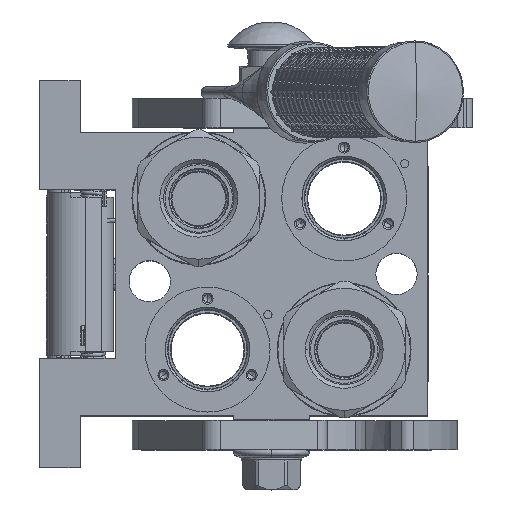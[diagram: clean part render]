
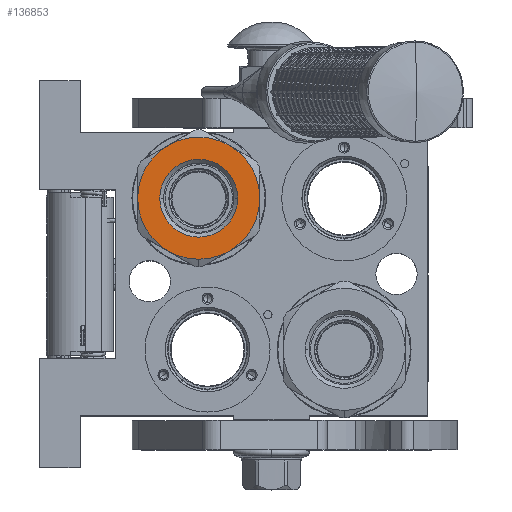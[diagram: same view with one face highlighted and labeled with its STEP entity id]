
A CAD part, top view. The second image highlights one B-rep face of the part: STEP entity #136853.
In plain terms, the highlighted face is planar.
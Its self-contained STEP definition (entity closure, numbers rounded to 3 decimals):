
#2725 = CARTESIAN_POINT ( 'NONE',  ( 100.6, 0., 21. ) ) ;
#3415 = PLANE ( 'NONE',  #141738 ) ;
#5884 = AXIS2_PLACEMENT_3D ( 'NONE', #110373, #19459, #50095 ) ;
#7935 = ORIENTED_EDGE ( 'NONE', *, *, #71795, .T. ) ;
#8906 = CARTESIAN_POINT ( 'NONE',  ( 100.6, -13.4, 0. ) ) ;
#8915 = CARTESIAN_POINT ( 'NONE',  ( 100.6, 0., 0. ) ) ;
#9238 = FACE_OUTER_BOUND ( 'NONE', #71679, .T. ) ;
#9348 = DIRECTION ( 'NONE',  ( 0., 0.5, 0.866 ) ) ;
#10518 = DIRECTION ( 'NONE',  ( -1., 0., 0. ) ) ;
#12358 = DIRECTION ( 'NONE',  ( 0., -1., 0. ) ) ;
#13689 = CARTESIAN_POINT ( 'NONE',  ( 100.6, 0., 0. ) ) ;
#19459 = DIRECTION ( 'NONE',  ( 1., 0., 0. ) ) ;
#20310 = CIRCLE ( 'NONE', #86284, 21. ) ;
#21802 = ORIENTED_EDGE ( 'NONE', *, *, #27929, .F. ) ;
#25757 = DIRECTION ( 'NONE',  ( 0., 0.5, 0.866 ) ) ;
#27929 = EDGE_CURVE ( 'NONE', #67012, #119408, #147558, .T. ) ;
#28786 = EDGE_CURVE ( 'NONE', #37201, #119408, #117229, .T. ) ;
#29833 = ORIENTED_EDGE ( 'NONE', *, *, #28786, .T. ) ;
#35259 = VERTEX_POINT ( 'NONE', #8906 ) ;
#37201 = VERTEX_POINT ( 'NONE', #40926 ) ;
#37784 = CIRCLE ( 'NONE', #189523, 13.4 ) ;
#40926 = CARTESIAN_POINT ( 'NONE',  ( 100.6, -10.5, -18.187 ) ) ;
#42024 = CARTESIAN_POINT ( 'NONE',  ( 100.6, 0., 0. ) ) ;
#42445 = EDGE_CURVE ( 'NONE', #45247, #67012, #59285, .T. ) ;
#43485 = EDGE_CURVE ( 'NONE', #140781, #35259, #61435, .T. ) ;
#45247 = VERTEX_POINT ( 'NONE', #191749 ) ;
#50095 = DIRECTION ( 'NONE',  ( 0., -0.5, -0.866 ) ) ;
#55699 = CARTESIAN_POINT ( 'NONE',  ( 100.6, 0., 0. ) ) ;
#56723 = CARTESIAN_POINT ( 'NONE',  ( 100.6, 10.5, -18.187 ) ) ;
#58325 = AXIS2_PLACEMENT_3D ( 'NONE', #55699, #116675, #25757 ) ;
#58683 = CARTESIAN_POINT ( 'NONE',  ( 100.6, 21., 0. ) ) ;
#59285 = CIRCLE ( 'NONE', #58325, 21. ) ;
#61435 = CIRCLE ( 'NONE', #175326, 13.4 ) ;
#65231 = DIRECTION ( 'NONE',  ( 0., 0., 1. ) ) ;
#65580 = EDGE_LOOP ( 'NONE', ( #116275, #157857 ) ) ;
#67012 = VERTEX_POINT ( 'NONE', #58683 ) ;
#71679 = EDGE_LOOP ( 'NONE', ( #107452, #113405, #29833, #21802, #160697, #161578, #7935 ) ) ;
#71795 = EDGE_CURVE ( 'NONE', #89975, #86228, #20310, .T. ) ;
#73770 = EDGE_CURVE ( 'NONE', #45247, #89975, #136557, .T. ) ;
#80260 = AXIS2_PLACEMENT_3D ( 'NONE', #85051, #100263, #9348 ) ;
#84569 = AXIS2_PLACEMENT_3D ( 'NONE', #42024, #134220, #87707 ) ;
#85051 = CARTESIAN_POINT ( 'NONE',  ( 100.6, 0., 0. ) ) ;
#86224 = CARTESIAN_POINT ( 'NONE',  ( 100.6, -21., 0. ) ) ;
#86228 = VERTEX_POINT ( 'NONE', #124503 ) ;
#86284 = AXIS2_PLACEMENT_3D ( 'NONE', #8915, #160863, #87215 ) ;
#87215 = DIRECTION ( 'NONE',  ( 0., 0.5, 0.866 ) ) ;
#87707 = DIRECTION ( 'NONE',  ( 0., -1., 0. ) ) ;
#88706 = DIRECTION ( 'NONE',  ( 1., 0., 0. ) ) ;
#89975 = VERTEX_POINT ( 'NONE', #2725 ) ;
#94859 = AXIS2_PLACEMENT_3D ( 'NONE', #146593, #10518, #147240 ) ;
#100263 = DIRECTION ( 'NONE',  ( 1., 0., 0. ) ) ;
#102045 = CARTESIAN_POINT ( 'NONE',  ( 100.6, 13.4, 0. ) ) ;
#102648 = CARTESIAN_POINT ( 'NONE',  ( 100.6, 0., 0. ) ) ;
#102811 = VERTEX_POINT ( 'NONE', #86224 ) ;
#105223 = DIRECTION ( 'NONE',  ( -1., 0., 0. ) ) ;
#106547 = DIRECTION ( 'NONE',  ( 0., 1., 0. ) ) ;
#107452 = ORIENTED_EDGE ( 'NONE', *, *, #116090, .T. ) ;
#107551 = EDGE_CURVE ( 'NONE', #35259, #140781, #37784, .T. ) ;
#110273 = CARTESIAN_POINT ( 'NONE',  ( 100.6, 0., 0. ) ) ;
#110373 = CARTESIAN_POINT ( 'NONE',  ( 100.6, 0., 0. ) ) ;
#112593 = CIRCLE ( 'NONE', #172796, 21. ) ;
#113405 = ORIENTED_EDGE ( 'NONE', *, *, #160749, .T. ) ;
#116090 = EDGE_CURVE ( 'NONE', #86228, #102811, #112593, .T. ) ;
#116275 = ORIENTED_EDGE ( 'NONE', *, *, #107551, .T. ) ;
#116675 = DIRECTION ( 'NONE',  ( -1., 0., 0. ) ) ;
#117229 = CIRCLE ( 'NONE', #5884, 21. ) ;
#119408 = VERTEX_POINT ( 'NONE', #56723 ) ;
#119856 = DIRECTION ( 'NONE',  ( -1., 0., 0. ) ) ;
#124503 = CARTESIAN_POINT ( 'NONE',  ( 100.6, -10.5, 18.187 ) ) ;
#132906 = FACE_BOUND ( 'NONE', #65580, .T. ) ;
#134220 = DIRECTION ( 'NONE',  ( 1., 0., 0. ) ) ;
#135154 = CARTESIAN_POINT ( 'NONE',  ( 100.6, 0., 0. ) ) ;
#136557 = CIRCLE ( 'NONE', #80260, 21. ) ;
#136853 = ADVANCED_FACE ( 'NONE', ( #9238, #132906 ), #3415, .F. ) ;
#140781 = VERTEX_POINT ( 'NONE', #102045 ) ;
#140821 = DIRECTION ( 'NONE',  ( -1., 0., 0. ) ) ;
#141738 = AXIS2_PLACEMENT_3D ( 'NONE', #110273, #140821, #65231 ) ;
#146593 = CARTESIAN_POINT ( 'NONE',  ( 100.6, 0., 0. ) ) ;
#147240 = DIRECTION ( 'NONE',  ( 0., 1., 0. ) ) ;
#147558 = CIRCLE ( 'NONE', #94859, 21. ) ;
#157857 = ORIENTED_EDGE ( 'NONE', *, *, #43485, .T. ) ;
#160697 = ORIENTED_EDGE ( 'NONE', *, *, #42445, .F. ) ;
#160749 = EDGE_CURVE ( 'NONE', #102811, #37201, #163671, .T. ) ;
#160863 = DIRECTION ( 'NONE',  ( 1., 0., 0. ) ) ;
#161578 = ORIENTED_EDGE ( 'NONE', *, *, #73770, .T. ) ;
#163671 = CIRCLE ( 'NONE', #84569, 21. ) ;
#172796 = AXIS2_PLACEMENT_3D ( 'NONE', #102648, #88706, #179608 ) ;
#175326 = AXIS2_PLACEMENT_3D ( 'NONE', #135154, #119856, #106547 ) ;
#179608 = DIRECTION ( 'NONE',  ( 0., -0.5, 0.866 ) ) ;
#189523 = AXIS2_PLACEMENT_3D ( 'NONE', #13689, #105223, #12358 ) ;
#191749 = CARTESIAN_POINT ( 'NONE',  ( 100.6, 10.5, 18.187 ) ) ;
